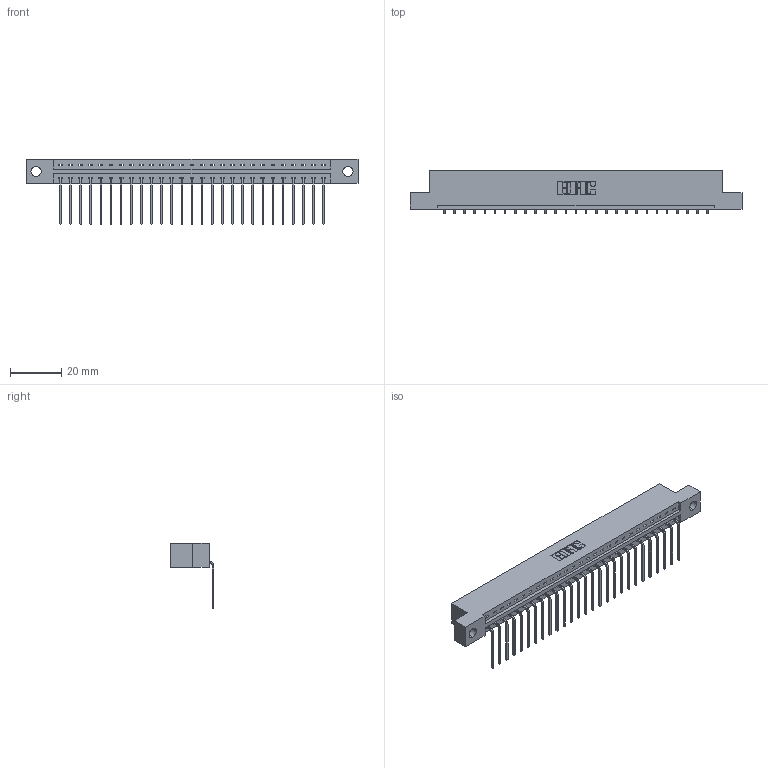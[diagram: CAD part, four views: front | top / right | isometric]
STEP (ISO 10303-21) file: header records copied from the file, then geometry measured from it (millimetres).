
FILE_DESCRIPTION (( 'STEP AP203' ), '1' );
FILE_NAME ('387-027-559-104.STEP', '2019-10-03T14:21:29', ( '' ), ( '' ), 'SwSTEP 2.0', 'SolidWorks 2016', '' );
FILE_SCHEMA (( 'CONFIG_CONTROL_DESIGN' ));
Length unit declared in the file: inch
Products named in the file (3): 337 Part_Flush Mounting Lugs - 0.156 Dia-TH; 345-292-001_558 559 Tail - 1; 387-027-559-104
Assembly tree (28 placements, depth 2):
  387-027-559-104
    337 Part_Flush Mounting Lugs - 0.156 Dia-TH
    345-292-001_558 559 Tail - 1  x27
Bounding box: 130 x 17.09 x 25.53 mm (x, y, z)
Volume: 13325.4 mm3; surface area: 14034.5 mm2
Topology: 28 solids, 28 shells, 1842 faces, 5549 edges, 3662 vertices
Faces by surface type: plane 1366, cylinder 476
Entity records: 22097 total; most frequent: CARTESIAN_POINT 3855, ORIENTED_EDGE 3818, DIRECTION 3275, EDGE_CURVE 1909, LINE 1781, VECTOR 1781, VERTEX_POINT 1270, AXIS2_PLACEMENT_3D 747
